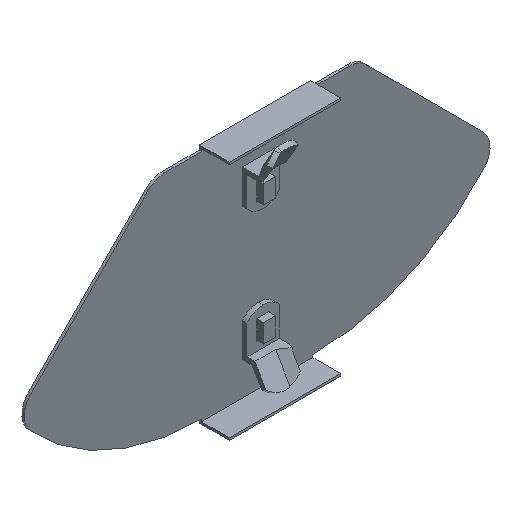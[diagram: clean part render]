
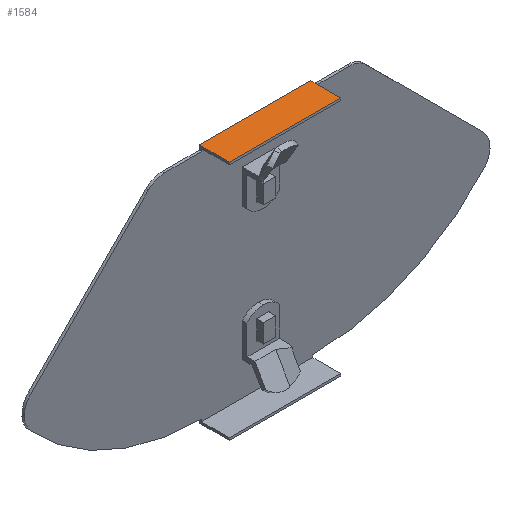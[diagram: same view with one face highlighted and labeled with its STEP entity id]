
A CAD part, isometric view. The second image highlights one B-rep face of the part: STEP entity #1584.
In plain terms, the highlighted planar face has unit normal (0, 0, 1).
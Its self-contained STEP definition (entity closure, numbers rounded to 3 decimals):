
#4 = ORIENTED_EDGE ( 'NONE', *, *, #832, .F. ) ;
#20 = VECTOR ( 'NONE', #2111, 1000. ) ;
#42 = DIRECTION ( 'NONE',  ( 0., 1., 0. ) ) ;
#206 = VERTEX_POINT ( 'NONE', #955 ) ;
#250 = CARTESIAN_POINT ( 'NONE',  ( 24., -12., 52. ) ) ;
#304 = LINE ( 'NONE', #1139, #337 ) ;
#328 = LINE ( 'NONE', #1820, #1972 ) ;
#337 = VECTOR ( 'NONE', #2089, 1000. ) ;
#346 = ORIENTED_EDGE ( 'NONE', *, *, #2519, .F. ) ;
#376 = ORIENTED_EDGE ( 'NONE', *, *, #1234, .T. ) ;
#390 = LINE ( 'NONE', #805, #1458 ) ;
#416 = CARTESIAN_POINT ( 'NONE',  ( -24., -12., 52. ) ) ;
#471 = VERTEX_POINT ( 'NONE', #918 ) ;
#557 = ORIENTED_EDGE ( 'NONE', *, *, #2420, .F. ) ;
#561 = VERTEX_POINT ( 'NONE', #1930 ) ;
#609 = EDGE_CURVE ( 'NONE', #2352, #471, #1802, .T. ) ;
#692 = FACE_OUTER_BOUND ( 'NONE', #2491, .T. ) ;
#715 = VERTEX_POINT ( 'NONE', #1196 ) ;
#726 = CARTESIAN_POINT ( 'NONE',  ( 24., 1., 52. ) ) ;
#785 = DIRECTION ( 'NONE',  ( 0., 1., 0. ) ) ;
#805 = CARTESIAN_POINT ( 'NONE',  ( -24., -12., 52. ) ) ;
#832 = EDGE_CURVE ( 'NONE', #2557, #561, #304, .T. ) ;
#918 = CARTESIAN_POINT ( 'NONE',  ( -24., 1., 52. ) ) ;
#941 = CARTESIAN_POINT ( 'NONE',  ( 24., -12., 52. ) ) ;
#955 = CARTESIAN_POINT ( 'NONE',  ( 24., -1., 52. ) ) ;
#965 = DIRECTION ( 'NONE',  ( -1., 0., 0. ) ) ;
#1006 = LINE ( 'NONE', #941, #20 ) ;
#1124 = VECTOR ( 'NONE', #965, 1000. ) ;
#1139 = CARTESIAN_POINT ( 'NONE',  ( 24., -12., 52. ) ) ;
#1178 = CARTESIAN_POINT ( 'NONE',  ( 24., 1., 52. ) ) ;
#1179 = LINE ( 'NONE', #416, #1553 ) ;
#1196 = CARTESIAN_POINT ( 'NONE',  ( -24., -1., 52. ) ) ;
#1234 = EDGE_CURVE ( 'NONE', #2557, #206, #1006, .T. ) ;
#1458 = VECTOR ( 'NONE', #42, 1000. ) ;
#1553 = VECTOR ( 'NONE', #785, 1000. ) ;
#1584 = ADVANCED_FACE ( 'NONE', ( #692 ), #2338, .T. ) ;
#1673 = AXIS2_PLACEMENT_3D ( 'NONE', #2356, #2572, #2182 ) ;
#1802 = LINE ( 'NONE', #1178, #1124 ) ;
#1820 = CARTESIAN_POINT ( 'NONE',  ( 24., -1., 52. ) ) ;
#1930 = CARTESIAN_POINT ( 'NONE',  ( -24., -12., 52. ) ) ;
#1972 = VECTOR ( 'NONE', #2197, 1000. ) ;
#2075 = ORIENTED_EDGE ( 'NONE', *, *, #609, .T. ) ;
#2089 = DIRECTION ( 'NONE',  ( -1., 0., 0. ) ) ;
#2111 = DIRECTION ( 'NONE',  ( 0., 1., 0. ) ) ;
#2182 = DIRECTION ( 'NONE',  ( 1., 0., 0. ) ) ;
#2197 = DIRECTION ( 'NONE',  ( 0., 1., 0. ) ) ;
#2338 = PLANE ( 'NONE',  #1673 ) ;
#2352 = VERTEX_POINT ( 'NONE', #726 ) ;
#2356 = CARTESIAN_POINT ( 'NONE',  ( 24., -12., 52. ) ) ;
#2420 = EDGE_CURVE ( 'NONE', #715, #471, #1179, .T. ) ;
#2447 = ORIENTED_EDGE ( 'NONE', *, *, #2524, .T. ) ;
#2491 = EDGE_LOOP ( 'NONE', ( #376, #2447, #2075, #557, #346, #4 ) ) ;
#2519 = EDGE_CURVE ( 'NONE', #561, #715, #390, .T. ) ;
#2524 = EDGE_CURVE ( 'NONE', #206, #2352, #328, .T. ) ;
#2557 = VERTEX_POINT ( 'NONE', #250 ) ;
#2572 = DIRECTION ( 'NONE',  ( 0., 0., 1. ) ) ;
